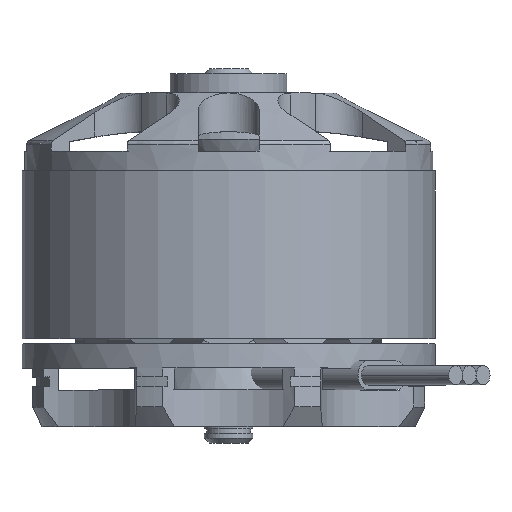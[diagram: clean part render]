
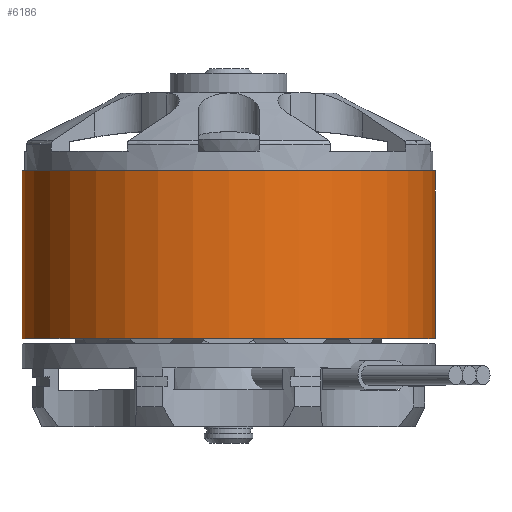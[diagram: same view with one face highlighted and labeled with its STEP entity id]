
A CAD part, top view. The second image highlights one B-rep face of the part: STEP entity #6186.
In plain terms, the highlighted cylindrical face has radius 21.25 mm (diameter 42.5 mm), a full revolution.
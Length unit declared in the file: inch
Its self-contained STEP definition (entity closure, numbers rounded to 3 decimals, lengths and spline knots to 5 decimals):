
#538=FACE_OUTER_BOUND('',#867,.T.);
#867=EDGE_LOOP('',(#4122,#4123,#4124,#4125));
#1243=LINE('',#9688,#1667);
#1667=VECTOR('',#7630,0.83661);
#2092=CIRCLE('',#6801,0.83661);
#2093=CIRCLE('',#6802,0.83661);
#2532=VERTEX_POINT('',#9685);
#2533=VERTEX_POINT('',#9687);
#3161=EDGE_CURVE('',#2532,#2532,#2092,.T.);
#3162=EDGE_CURVE('',#2532,#2533,#1243,.T.);
#3163=EDGE_CURVE('',#2533,#2533,#2093,.T.);
#4122=ORIENTED_EDGE('',*,*,#3161,.F.);
#4123=ORIENTED_EDGE('',*,*,#3162,.T.);
#4124=ORIENTED_EDGE('',*,*,#3163,.T.);
#4125=ORIENTED_EDGE('',*,*,#3162,.F.);
#6039=CYLINDRICAL_SURFACE('',#6800,0.83661);
#6186=ADVANCED_FACE('',(#538),#6039,.T.);
#6800=AXIS2_PLACEMENT_3D('',#9684,#7626,#7627);
#6801=AXIS2_PLACEMENT_3D('',#9686,#7628,#7629);
#6802=AXIS2_PLACEMENT_3D('',#9689,#7631,#7632);
#7626=DIRECTION('center_axis',(0.,1.,0.));
#7627=DIRECTION('ref_axis',(-1.,0.,0.));
#7628=DIRECTION('center_axis',(0.,1.,0.));
#7629=DIRECTION('ref_axis',(-1.,0.,0.));
#7630=DIRECTION('',(0.,-1.,0.));
#7631=DIRECTION('center_axis',(0.,1.,0.));
#7632=DIRECTION('ref_axis',(-1.,0.,0.));
#9684=CARTESIAN_POINT('Origin',(0.,0.,0.));
#9685=CARTESIAN_POINT('',(0.83661,0.67913,0.));
#9686=CARTESIAN_POINT('Origin',(0.,0.67913,0.));
#9687=CARTESIAN_POINT('',(0.83661,0.,0.));
#9688=CARTESIAN_POINT('',(0.83661,0.,0.));
#9689=CARTESIAN_POINT('Origin',(0.,0.,0.));
